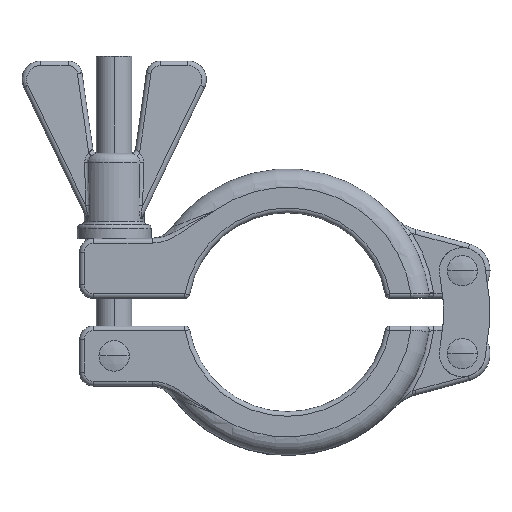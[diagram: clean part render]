
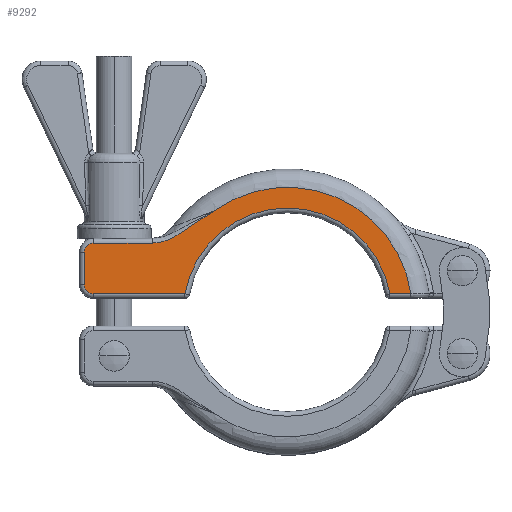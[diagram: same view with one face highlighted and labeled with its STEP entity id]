
A CAD part, top view. The second image highlights one B-rep face of the part: STEP entity #9292.
In plain terms, the highlighted planar face has unit normal (0, 0, 1).
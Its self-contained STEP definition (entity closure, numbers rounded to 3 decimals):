
#50 = EDGE_CURVE ( 'NONE', #10539, #11782, #871, .T. ) ;
#59 = CARTESIAN_POINT ( 'NONE',  ( 22.243, 4., 8.5 ) ) ;
#370 = DIRECTION ( 'NONE',  ( 1., 0., 0. ) ) ;
#538 = CARTESIAN_POINT ( 'NONE',  ( -42.1, 13., 8.5 ) ) ;
#598 = EDGE_CURVE ( 'NONE', #8940, #3249, #8580, .T. ) ;
#871 = CIRCLE ( 'NONE', #9039, 2. ) ;
#970 = LINE ( 'NONE', #7179, #13463 ) ;
#1569 = FACE_OUTER_BOUND ( 'NONE', #7474, .T. ) ;
#1577 = CARTESIAN_POINT ( 'NONE',  ( -23.31, 17.03, 8.5 ) ) ;
#1934 = ORIENTED_EDGE ( 'NONE', *, *, #598, .T. ) ;
#2538 = CARTESIAN_POINT ( 'NONE',  ( -18.032, 20.685, 8.5 ) ) ;
#2666 = CIRCLE ( 'NONE', #8026, 27.1 ) ;
#3017 = CARTESIAN_POINT ( 'NONE',  ( 26.803, 4., 8.5 ) ) ;
#3249 = VERTEX_POINT ( 'NONE', #7753 ) ;
#3449 = DIRECTION ( 'NONE',  ( 1., 0., 0. ) ) ;
#3483 = ORIENTED_EDGE ( 'NONE', *, *, #50, .T. ) ;
#3508 = CARTESIAN_POINT ( 'NONE',  ( 26.933, 4., 8.5 ) ) ;
#3634 = ORIENTED_EDGE ( 'NONE', *, *, #15282, .T. ) ;
#3742 = CARTESIAN_POINT ( 'NONE',  ( -20.152, 19.235, 8.5 ) ) ;
#3977 = CARTESIAN_POINT ( 'NONE',  ( -19.627, 19.604, 8.5 ) ) ;
#4124 = DIRECTION ( 'NONE',  ( 0., 0., 1. ) ) ;
#4176 = VERTEX_POINT ( 'NONE', #10761 ) ;
#4488 = LINE ( 'NONE', #13157, #15361 ) ;
#4664 = VERTEX_POINT ( 'NONE', #3017 ) ;
#4739 = CARTESIAN_POINT ( 'NONE',  ( -44.1, 6., 8.5 ) ) ;
#5316 = CARTESIAN_POINT ( 'NONE',  ( 0., 0., 8.5 ) ) ;
#5416 = CARTESIAN_POINT ( 'NONE',  ( -42.1, 4., 8.5 ) ) ;
#5635 = VECTOR ( 'NONE', #12041, 1000. ) ;
#5658 = CIRCLE ( 'NONE', #10273, 22.6 ) ;
#5801 = ORIENTED_EDGE ( 'NONE', *, *, #10888, .T. ) ;
#5858 = LINE ( 'NONE', #4739, #5635 ) ;
#5909 = DIRECTION ( 'NONE',  ( 1., 0., 0. ) ) ;
#6062 = EDGE_CURVE ( 'NONE', #4664, #8940, #2666, .T. ) ;
#6276 = CIRCLE ( 'NONE', #11931, 2. ) ;
#6421 = CARTESIAN_POINT ( 'NONE',  ( 0., 0., 8.5 ) ) ;
#7057 = VERTEX_POINT ( 'NONE', #59 ) ;
#7145 = CARTESIAN_POINT ( 'NONE',  ( -22.243, 4., 8.5 ) ) ;
#7179 = CARTESIAN_POINT ( 'NONE',  ( -21.391, 4., 8.5 ) ) ;
#7365 = EDGE_CURVE ( 'NONE', #11782, #9598, #970, .T. ) ;
#7474 = EDGE_LOOP ( 'NONE', ( #9874, #1934, #5801, #8354, #14796, #3483, #13329, #7907, #3634 ) ) ;
#7489 = CARTESIAN_POINT ( 'NONE',  ( -16.945, 21.372, 8.5 ) ) ;
#7569 = CARTESIAN_POINT ( 'NONE',  ( -24.388, 16.338, 8.5 ) ) ;
#7642 = CARTESIAN_POINT ( 'NONE',  ( -21.201, 18.494, 8.5 ) ) ;
#7753 = CARTESIAN_POINT ( 'NONE',  ( -29.299, 15., 8.5 ) ) ;
#7907 = ORIENTED_EDGE ( 'NONE', *, *, #13889, .T. ) ;
#8026 = AXIS2_PLACEMENT_3D ( 'NONE', #5316, #4124, #15029 ) ;
#8331 = CARTESIAN_POINT ( 'NONE',  ( -42.1, 6., 8.5 ) ) ;
#8354 = ORIENTED_EDGE ( 'NONE', *, *, #15499, .T. ) ;
#8397 = LINE ( 'NONE', #3508, #9279 ) ;
#8580 = B_SPLINE_CURVE_WITH_KNOTS ( 'NONE', 3,
 ( #11046, #7489, #2538, #3977, #3742, #7642, #15851, #1577, #7569, #13452, #13601, #12489, #8625, #12407, #14798, #10969 ),
 .UNSPECIFIED., .F., .F.,
 ( 4, 2, 2, 2, 2, 2, 2, 4 ),
 ( 0., 0.004, 0.006, 0.008, 0.012, 0.012, 0.013, 0.015 ),
 .UNSPECIFIED. ) ;
#8625 = CARTESIAN_POINT ( 'NONE',  ( -27.083, 15.29, 8.5 ) ) ;
#8940 = VERTEX_POINT ( 'NONE', #13902 ) ;
#9039 = AXIS2_PLACEMENT_3D ( 'NONE', #8331, #10831, #14658 ) ;
#9218 = DIRECTION ( 'NONE',  ( 0., 0., -1. ) ) ;
#9279 = VECTOR ( 'NONE', #5909, 1000. ) ;
#9292 = ADVANCED_FACE ( 'NONE', ( #1569 ), #14948, .T. ) ;
#9379 = DIRECTION ( 'NONE',  ( -1., 0., 0. ) ) ;
#9598 = VERTEX_POINT ( 'NONE', #7145 ) ;
#9874 = ORIENTED_EDGE ( 'NONE', *, *, #6062, .T. ) ;
#10273 = AXIS2_PLACEMENT_3D ( 'NONE', #15313, #9218, #3449 ) ;
#10539 = VERTEX_POINT ( 'NONE', #15503 ) ;
#10706 = DIRECTION ( 'NONE',  ( 1., 0., 0. ) ) ;
#10761 = CARTESIAN_POINT ( 'NONE',  ( -42.1, 15., 8.5 ) ) ;
#10831 = DIRECTION ( 'NONE',  ( 0., 0., 1. ) ) ;
#10888 = EDGE_CURVE ( 'NONE', #3249, #4176, #4488, .T. ) ;
#10969 = CARTESIAN_POINT ( 'NONE',  ( -29.299, 15., 8.5 ) ) ;
#11046 = CARTESIAN_POINT ( 'NONE',  ( -15.824, 22., 8.5 ) ) ;
#11253 = EDGE_CURVE ( 'NONE', #11618, #10539, #5858, .T. ) ;
#11345 = DIRECTION ( 'NONE',  ( 0., 0., 1. ) ) ;
#11618 = VERTEX_POINT ( 'NONE', #14101 ) ;
#11782 = VERTEX_POINT ( 'NONE', #5416 ) ;
#11931 = AXIS2_PLACEMENT_3D ( 'NONE', #538, #12052, #10706 ) ;
#12041 = DIRECTION ( 'NONE',  ( 0., -1., 0. ) ) ;
#12052 = DIRECTION ( 'NONE',  ( 0., 0., 1. ) ) ;
#12407 = CARTESIAN_POINT ( 'NONE',  ( -28.016, 15.077, 8.5 ) ) ;
#12489 = CARTESIAN_POINT ( 'NONE',  ( -26.775, 15.377, 8.5 ) ) ;
#13157 = CARTESIAN_POINT ( 'NONE',  ( -42.1, 15., 8.5 ) ) ;
#13291 = DIRECTION ( 'NONE',  ( 1., 0., 0. ) ) ;
#13329 = ORIENTED_EDGE ( 'NONE', *, *, #7365, .T. ) ;
#13452 = CARTESIAN_POINT ( 'NONE',  ( -25.863, 15.698, 8.5 ) ) ;
#13463 = VECTOR ( 'NONE', #13291, 1000. ) ;
#13601 = CARTESIAN_POINT ( 'NONE',  ( -26.165, 15.581, 8.5 ) ) ;
#13787 = AXIS2_PLACEMENT_3D ( 'NONE', #6421, #11345, #370 ) ;
#13889 = EDGE_CURVE ( 'NONE', #9598, #7057, #5658, .T. ) ;
#13902 = CARTESIAN_POINT ( 'NONE',  ( -15.824, 22., 8.5 ) ) ;
#14101 = CARTESIAN_POINT ( 'NONE',  ( -44.1, 13., 8.5 ) ) ;
#14658 = DIRECTION ( 'NONE',  ( 1., 0., 0. ) ) ;
#14796 = ORIENTED_EDGE ( 'NONE', *, *, #11253, .T. ) ;
#14798 = CARTESIAN_POINT ( 'NONE',  ( -28.65, 15., 8.5 ) ) ;
#14948 = PLANE ( 'NONE',  #13787 ) ;
#15029 = DIRECTION ( 'NONE',  ( 1., 0., 0. ) ) ;
#15282 = EDGE_CURVE ( 'NONE', #7057, #4664, #8397, .T. ) ;
#15313 = CARTESIAN_POINT ( 'NONE',  ( 0., 0., 8.5 ) ) ;
#15361 = VECTOR ( 'NONE', #9379, 1000. ) ;
#15499 = EDGE_CURVE ( 'NONE', #4176, #11618, #6276, .T. ) ;
#15503 = CARTESIAN_POINT ( 'NONE',  ( -44.1, 6., 8.5 ) ) ;
#15851 = CARTESIAN_POINT ( 'NONE',  ( -21.724, 18.121, 8.5 ) ) ;
